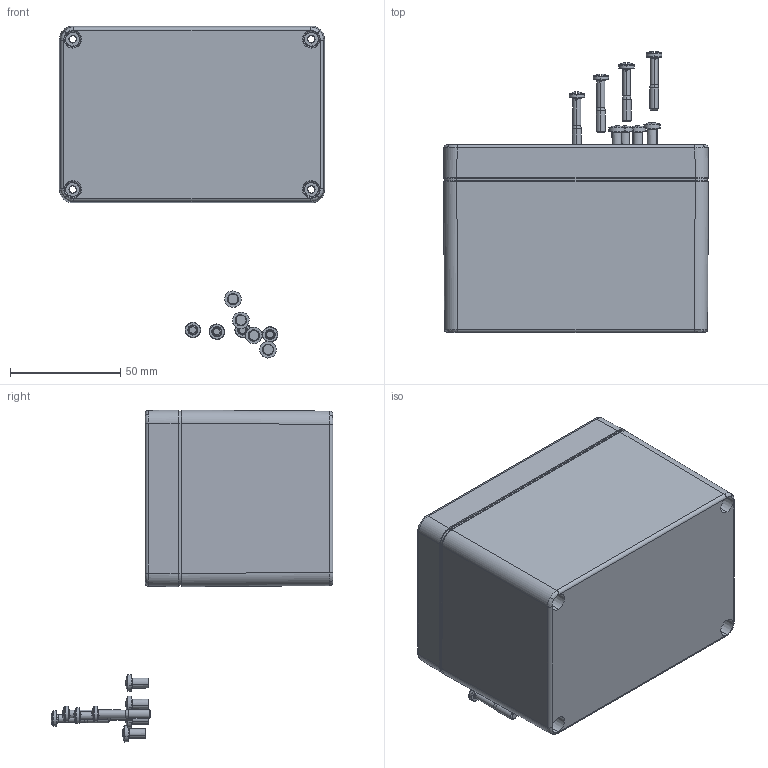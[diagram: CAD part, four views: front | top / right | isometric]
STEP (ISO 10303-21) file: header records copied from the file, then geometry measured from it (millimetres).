
FILE_DESCRIPTION (( 'STEP AP214' ), '1' );
FILE_NAME ('09081209.STEP', '2008-10-02T11:28:21', ( ' ' ), ( '' ), 'SwSTEP 2.0', 'SolidWorks 2008', '' );
FILE_SCHEMA (( 'AUTOMOTIVE_DESIGN' ));
Length unit declared in the file: millimetre
Products named in the file (9): 93214_WN1442 D4,5x7,8; 09081209; 31090-Einpressbuchse_Standard; 37921_Standard; 51005_Standard; 38092_Standard; 82002_im Deckel eingebaut; 5200.009.0_Standard
Assembly tree (17 placements, depth 3):
  09081209
    51005_Standard
      5200.009.0_Standard  x4
      93214_WN1442 D4,5x7,8  x4
    37921_Standard
      31090-Einpressbuchse_Standard  x4
      37921_Standard
    38092_Standard
    82002_im Deckel eingebaut
Bounding box: 120 x 127.53 x 150.26 mm (x, y, z)
Volume: 164807.4 mm3; surface area: 127430.7 mm2
Topology: 15 solids, 15 shells, 1572 faces, 3884 edges, 2374 vertices
Faces by surface type: plane 609, bspline 326, cylinder 291, cone 194, torus 144, sphere 8
Entity records: 47437 total; most frequent: CARTESIAN_POINT 22865, ORIENTED_EDGE 5512, DIRECTION 4480, EDGE_CURVE 2756, AXIS2_PLACEMENT_3D 1682, VERTEX_POINT 1660, EDGE_LOOP 1202, ADVANCED_FACE 1146
